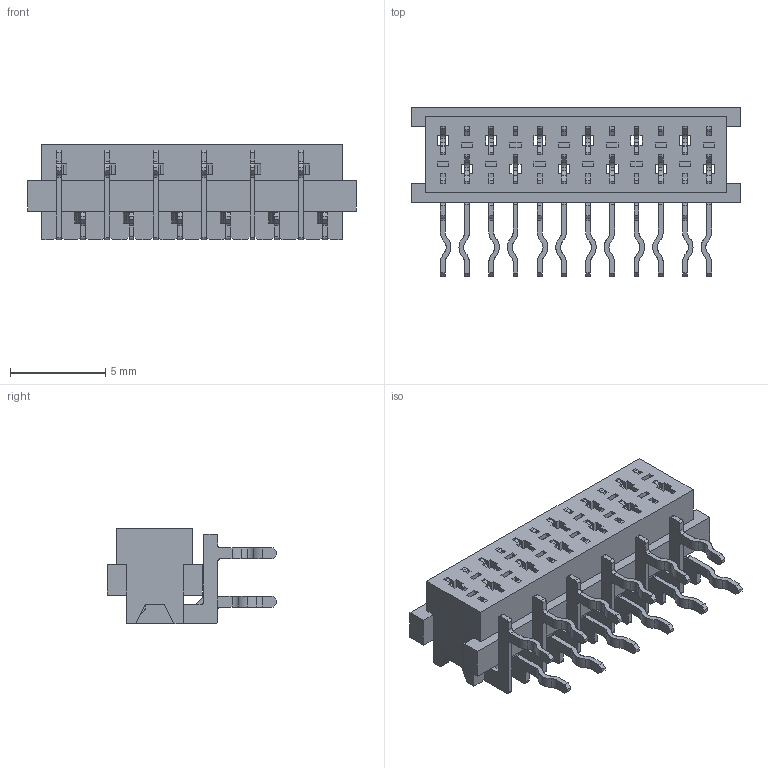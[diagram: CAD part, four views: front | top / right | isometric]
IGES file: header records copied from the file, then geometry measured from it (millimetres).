
Start section: C
Global section: file name: 690368181272.iges; native system: By Siemens PLM Incorporated; preprocessor: XPlus GENERIC/IGES 18.0.17; author: Author; organization: Title; date: 20160615.153744; units: millimetre
Bounding box: 17.24 x 8.9 x 5 mm (x, y, z)
Surface area: 1153.1 mm2 (no closed solid volume)
Topology: 0 solids, 0 shells, 1124 faces, 6460 edges, 6460 vertices
Faces by surface type: bspline 1124
